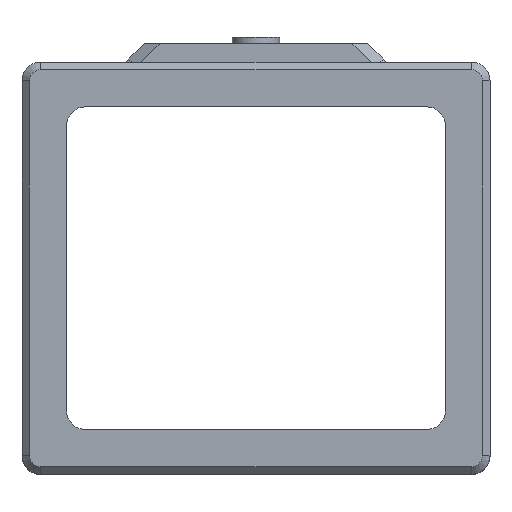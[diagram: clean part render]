
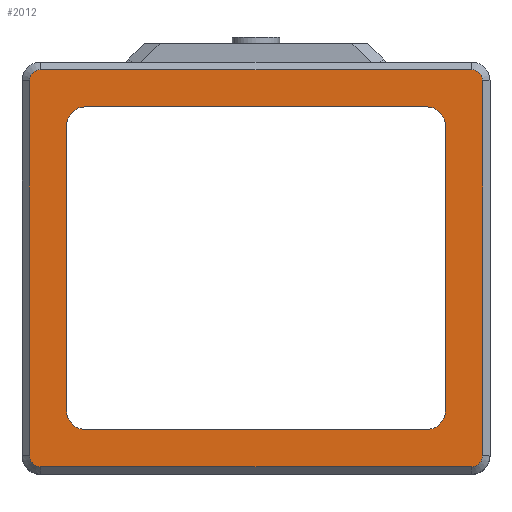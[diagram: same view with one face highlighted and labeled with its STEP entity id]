
A CAD part, top view. The second image highlights one B-rep face of the part: STEP entity #2012.
In plain terms, the highlighted planar face has unit normal (0, 0, 1).
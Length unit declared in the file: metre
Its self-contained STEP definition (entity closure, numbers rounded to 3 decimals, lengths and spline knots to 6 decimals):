
#180=CIRCLE('',#2216,0.003);
#181=CIRCLE('',#2217,0.003);
#182=CIRCLE('',#2218,0.003);
#183=CIRCLE('',#2219,0.003);
#184=CIRCLE('',#2220,0.005);
#185=CIRCLE('',#2221,0.005);
#186=CIRCLE('',#2222,0.005);
#187=CIRCLE('',#2223,0.005);
#430=ORIENTED_EDGE('',*,*,#982,.T.);
#431=ORIENTED_EDGE('',*,*,#983,.T.);
#432=ORIENTED_EDGE('',*,*,#984,.T.);
#433=ORIENTED_EDGE('',*,*,#985,.T.);
#434=ORIENTED_EDGE('',*,*,#986,.T.);
#435=ORIENTED_EDGE('',*,*,#987,.T.);
#436=ORIENTED_EDGE('',*,*,#988,.T.);
#437=ORIENTED_EDGE('',*,*,#989,.T.);
#438=ORIENTED_EDGE('',*,*,#970,.F.);
#439=ORIENTED_EDGE('',*,*,#990,.T.);
#440=ORIENTED_EDGE('',*,*,#974,.T.);
#441=ORIENTED_EDGE('',*,*,#991,.T.);
#442=ORIENTED_EDGE('',*,*,#977,.T.);
#443=ORIENTED_EDGE('',*,*,#992,.T.);
#444=ORIENTED_EDGE('',*,*,#980,.F.);
#445=ORIENTED_EDGE('',*,*,#993,.T.);
#970=EDGE_CURVE('',#1246,#1247,#1370,.T.);
#974=EDGE_CURVE('',#1249,#1248,#1374,.T.);
#977=EDGE_CURVE('',#1251,#1250,#1377,.T.);
#980=EDGE_CURVE('',#1252,#1253,#1380,.T.);
#982=EDGE_CURVE('',#1254,#1255,#180,.T.);
#983=EDGE_CURVE('',#1255,#1256,#1382,.T.);
#984=EDGE_CURVE('',#1256,#1257,#181,.T.);
#985=EDGE_CURVE('',#1257,#1258,#1383,.T.);
#986=EDGE_CURVE('',#1258,#1259,#182,.T.);
#987=EDGE_CURVE('',#1259,#1260,#1384,.T.);
#988=EDGE_CURVE('',#1260,#1261,#183,.T.);
#989=EDGE_CURVE('',#1261,#1254,#1385,.T.);
#990=EDGE_CURVE('',#1246,#1249,#184,.F.);
#991=EDGE_CURVE('',#1248,#1251,#185,.F.);
#992=EDGE_CURVE('',#1250,#1253,#186,.F.);
#993=EDGE_CURVE('',#1252,#1247,#187,.F.);
#1246=VERTEX_POINT('',#3408);
#1247=VERTEX_POINT('',#3409);
#1248=VERTEX_POINT('',#3414);
#1249=VERTEX_POINT('',#3416);
#1250=VERTEX_POINT('',#3420);
#1251=VERTEX_POINT('',#3422);
#1252=VERTEX_POINT('',#3426);
#1253=VERTEX_POINT('',#3428);
#1254=VERTEX_POINT('',#3432);
#1255=VERTEX_POINT('',#3433);
#1256=VERTEX_POINT('',#3435);
#1257=VERTEX_POINT('',#3437);
#1258=VERTEX_POINT('',#3439);
#1259=VERTEX_POINT('',#3441);
#1260=VERTEX_POINT('',#3443);
#1261=VERTEX_POINT('',#3445);
#1370=LINE('',#3407,#1538);
#1374=LINE('',#3415,#1542);
#1377=LINE('',#3421,#1545);
#1380=LINE('',#3427,#1548);
#1382=LINE('',#3434,#1550);
#1383=LINE('',#3438,#1551);
#1384=LINE('',#3442,#1552);
#1385=LINE('',#3446,#1553);
#1538=VECTOR('',#2595,1.);
#1542=VECTOR('',#2601,1.);
#1545=VECTOR('',#2606,1.);
#1548=VECTOR('',#2611,1.);
#1550=VECTOR('',#2617,1.);
#1551=VECTOR('',#2620,1.);
#1552=VECTOR('',#2623,1.);
#1553=VECTOR('',#2626,1.);
#1671=EDGE_LOOP('',(#430,#431,#432,#433,#434,#435,#436,#437));
#1672=EDGE_LOOP('',(#438,#439,#440,#441,#442,#443,#444,#445));
#1825=FACE_BOUND('',#1671,.T.);
#1826=FACE_BOUND('',#1672,.T.);
#1946=PLANE('',#2215);
#2012=ADVANCED_FACE('',(#1825,#1826),#1946,.T.);
#2215=AXIS2_PLACEMENT_3D('',#3430,#2613,#2614);
#2216=AXIS2_PLACEMENT_3D('',#3431,#2615,#2616);
#2217=AXIS2_PLACEMENT_3D('',#3436,#2618,#2619);
#2218=AXIS2_PLACEMENT_3D('',#3440,#2621,#2622);
#2219=AXIS2_PLACEMENT_3D('',#3444,#2624,#2625);
#2220=AXIS2_PLACEMENT_3D('',#3447,#2627,#2628);
#2221=AXIS2_PLACEMENT_3D('',#3448,#2629,#2630);
#2222=AXIS2_PLACEMENT_3D('',#3449,#2631,#2632);
#2223=AXIS2_PLACEMENT_3D('',#3450,#2633,#2634);
#2595=DIRECTION('',(0.,-1.,0.));
#2601=DIRECTION('',(1.,0.,0.));
#2606=DIRECTION('',(0.,-1.,0.));
#2611=DIRECTION('',(1.,0.,0.));
#2613=DIRECTION('',(0.,0.,1.));
#2614=DIRECTION('',(1.,0.,0.));
#2615=DIRECTION('',(0.,0.,1.));
#2616=DIRECTION('',(1.,0.,0.));
#2617=DIRECTION('',(1.,0.,0.));
#2618=DIRECTION('',(0.,0.,1.));
#2619=DIRECTION('',(1.,0.,0.));
#2620=DIRECTION('',(0.,1.,0.));
#2621=DIRECTION('',(0.,0.,1.));
#2622=DIRECTION('',(1.,0.,0.));
#2623=DIRECTION('',(-1.,0.,0.));
#2624=DIRECTION('',(0.,0.,1.));
#2625=DIRECTION('',(1.,0.,0.));
#2626=DIRECTION('',(0.,-1.,0.));
#2627=DIRECTION('',(0.,0.,1.));
#2628=DIRECTION('',(1.,0.,0.));
#2629=DIRECTION('',(0.,0.,1.));
#2630=DIRECTION('',(1.,0.,0.));
#2631=DIRECTION('',(0.,0.,1.));
#2632=DIRECTION('',(1.,0.,0.));
#2633=DIRECTION('',(0.,0.,1.));
#2634=DIRECTION('',(1.,0.,0.));
#3407=CARTESIAN_POINT('',(-0.0508,0.,0.034925));
#3408=CARTESIAN_POINT('',(-0.0508,0.0383,0.034925));
#3409=CARTESIAN_POINT('',(-0.0508,-0.0383,0.034925));
#3414=CARTESIAN_POINT('',(0.0458,0.0433,0.034925));
#3415=CARTESIAN_POINT('',(0.,0.0433,0.034925));
#3416=CARTESIAN_POINT('',(-0.0458,0.0433,0.034925));
#3420=CARTESIAN_POINT('',(0.0508,-0.0383,0.034925));
#3421=CARTESIAN_POINT('',(0.0508,0.,0.034925));
#3422=CARTESIAN_POINT('',(0.0508,0.0383,0.034925));
#3426=CARTESIAN_POINT('',(-0.0458,-0.0433,0.034925));
#3427=CARTESIAN_POINT('',(0.,-0.0433,0.034925));
#3428=CARTESIAN_POINT('',(0.0458,-0.0433,0.034925));
#3430=CARTESIAN_POINT('',(0.,0.,0.034925));
#3431=CARTESIAN_POINT('',(-0.0578,-0.0503,0.034925));
#3432=CARTESIAN_POINT('',(-0.0608,-0.0503,0.034925));
#3433=CARTESIAN_POINT('',(-0.0578,-0.0533,0.034925));
#3434=CARTESIAN_POINT('',(0.0578,-0.0533,0.034925));
#3435=CARTESIAN_POINT('',(0.0578,-0.0533,0.034925));
#3436=CARTESIAN_POINT('',(0.0578,-0.0503,0.034925));
#3437=CARTESIAN_POINT('',(0.0608,-0.0503,0.034925));
#3438=CARTESIAN_POINT('',(0.0608,0.0503,0.034925));
#3439=CARTESIAN_POINT('',(0.0608,0.0503,0.034925));
#3440=CARTESIAN_POINT('',(0.0578,0.0503,0.034925));
#3441=CARTESIAN_POINT('',(0.0578,0.0533,0.034925));
#3442=CARTESIAN_POINT('',(0.,0.0533,0.034925));
#3443=CARTESIAN_POINT('',(-0.0578,0.0533,0.034925));
#3444=CARTESIAN_POINT('',(-0.0578,0.0503,0.034925));
#3445=CARTESIAN_POINT('',(-0.0608,0.0503,0.034925));
#3446=CARTESIAN_POINT('',(-0.0608,0.,0.034925));
#3447=CARTESIAN_POINT('',(-0.0458,0.0383,0.034925));
#3448=CARTESIAN_POINT('',(0.0458,0.0383,0.034925));
#3449=CARTESIAN_POINT('',(0.0458,-0.0383,0.034925));
#3450=CARTESIAN_POINT('',(-0.0458,-0.0383,0.034925));
